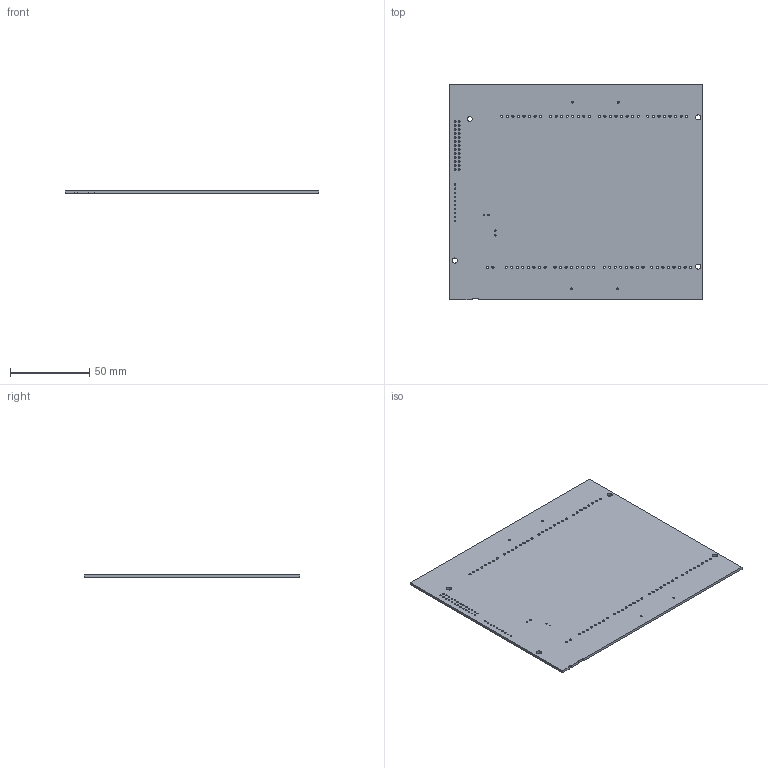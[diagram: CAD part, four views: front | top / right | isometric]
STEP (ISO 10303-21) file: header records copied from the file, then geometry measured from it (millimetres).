
FILE_DESCRIPTION(('KiCad electronic assembly'),'2;1');
FILE_NAME('pcb.step','2023-05-25T09:26:29',('An Author'),('A Company'), 'Open CASCADE STEP processor 7.5','KiCad to STEP converter','Unknown' );
FILE_SCHEMA(('AUTOMOTIVE_DESIGN { 1 0 10303 214 1 1 1 1 }'));
Length unit declared in the file: millimetre
Products named in the file (2): Open CASCADE STEP translator 7.5 1; COMPOUND
Assembly tree (1 placements, depth 2):
  Open CASCADE STEP translator 7.5 1
    COMPOUND
Bounding box: 160 x 136 x 1.6 mm (x, y, z)
Volume: 34541.7 mm3; surface area: 44876.3 mm2
Topology: 1 solids, 1 shells, 128 faces, 378 edges, 252 vertices
Faces by surface type: cylinder 114, plane 14
Full cylindrical faces by diameter (mm): 0.85 x4, 0.914 x10, 1.016 x26, 1.19 x4, 1.4 x66, 3.2 x4
Entity records: 9827 total; most frequent: DIRECTION 1622, CARTESIAN_POINT 1516, ORIENTED_EDGE 756, PCURVE 756, DEFINITIONAL_REPRESENTATION 756, LINE 678, VECTOR 678, CIRCLE 456
